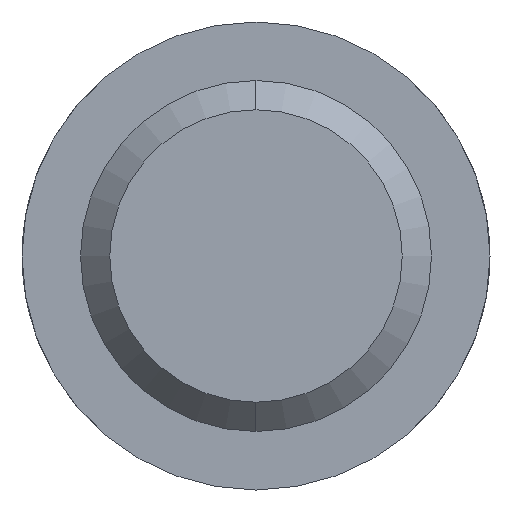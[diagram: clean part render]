
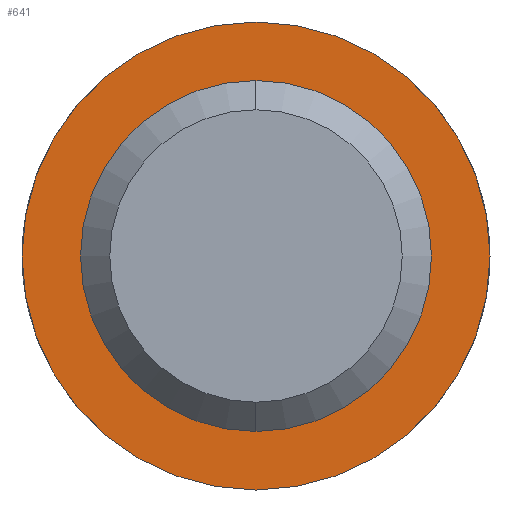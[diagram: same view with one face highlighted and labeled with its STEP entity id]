
A CAD part, left-side view. The second image highlights one B-rep face of the part: STEP entity #641.
In plain terms, the highlighted planar face has unit normal (-1, 0, 0).
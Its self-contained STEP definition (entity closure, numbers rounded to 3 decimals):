
#13 = DIRECTION ( 'NONE',  ( 0., 0., 1. ) ) ;
#18 = ORIENTED_EDGE ( 'NONE', *, *, #551, .T. ) ;
#24 = AXIS2_PLACEMENT_3D ( 'NONE', #535, #982, #461 ) ;
#28 = EDGE_CURVE ( 'NONE', #633, #835, #647, .T. ) ;
#35 = ORIENTED_EDGE ( 'NONE', *, *, #443, .T. ) ;
#40 = FACE_OUTER_BOUND ( 'NONE', #767, .T. ) ;
#85 = CARTESIAN_POINT ( 'NONE',  ( -9.1, 0., 0. ) ) ;
#97 = DIRECTION ( 'NONE',  ( -1., 0., 0. ) ) ;
#122 = CARTESIAN_POINT ( 'NONE',  ( -9.1, 2.35, 0. ) ) ;
#129 = DIRECTION ( 'NONE',  ( 1., 0., 0. ) ) ;
#145 = DIRECTION ( 'NONE',  ( 0., 0., 1. ) ) ;
#207 = CIRCLE ( 'NONE', #857, 4. ) ;
#211 = AXIS2_PLACEMENT_3D ( 'NONE', #85, #241, #145 ) ;
#231 = DIRECTION ( 'NONE',  ( -1., 0., 0. ) ) ;
#241 = DIRECTION ( 'NONE',  ( -1., 0., 0. ) ) ;
#369 = VERTEX_POINT ( 'NONE', #745 ) ;
#415 = DIRECTION ( 'NONE',  ( 0., 0., 1. ) ) ;
#443 = EDGE_CURVE ( 'NONE', #981, #369, #546, .T. ) ;
#461 = DIRECTION ( 'NONE',  ( 0., 0., 1. ) ) ;
#508 = ORIENTED_EDGE ( 'NONE', *, *, #28, .F. ) ;
#535 = CARTESIAN_POINT ( 'NONE',  ( -9.1, 0., 0. ) ) ;
#546 = CIRCLE ( 'NONE', #720, 4. ) ;
#551 = EDGE_CURVE ( 'NONE', #369, #981, #207, .T. ) ;
#633 = VERTEX_POINT ( 'NONE', #894 ) ;
#635 = CARTESIAN_POINT ( 'NONE',  ( -9.1, 0., 0. ) ) ;
#641 = ADVANCED_FACE ( 'NONE', ( #813, #40 ), #806, .F. ) ;
#647 = CIRCLE ( 'NONE', #211, 2.35 ) ;
#720 = AXIS2_PLACEMENT_3D ( 'NONE', #854, #231, #13 ) ;
#739 = EDGE_CURVE ( 'NONE', #835, #633, #888, .T. ) ;
#743 = DIRECTION ( 'NONE',  ( 0., 0., -1. ) ) ;
#745 = CARTESIAN_POINT ( 'NONE',  ( -9.1, 0., -4. ) ) ;
#767 = EDGE_LOOP ( 'NONE', ( #35, #18 ) ) ;
#782 = ORIENTED_EDGE ( 'NONE', *, *, #739, .F. ) ;
#806 = PLANE ( 'NONE',  #865 ) ;
#813 = FACE_BOUND ( 'NONE', #839, .T. ) ;
#835 = VERTEX_POINT ( 'NONE', #862 ) ;
#839 = EDGE_LOOP ( 'NONE', ( #782, #508 ) ) ;
#854 = CARTESIAN_POINT ( 'NONE',  ( -9.1, 0., 0. ) ) ;
#857 = AXIS2_PLACEMENT_3D ( 'NONE', #635, #97, #415 ) ;
#862 = CARTESIAN_POINT ( 'NONE',  ( -9.1, 0., 2.35 ) ) ;
#865 = AXIS2_PLACEMENT_3D ( 'NONE', #122, #129, #743 ) ;
#888 = CIRCLE ( 'NONE', #24, 2.35 ) ;
#894 = CARTESIAN_POINT ( 'NONE',  ( -9.1, 0., -2.35 ) ) ;
#936 = CARTESIAN_POINT ( 'NONE',  ( -9.1, 0., 4. ) ) ;
#981 = VERTEX_POINT ( 'NONE', #936 ) ;
#982 = DIRECTION ( 'NONE',  ( -1., 0., 0. ) ) ;
